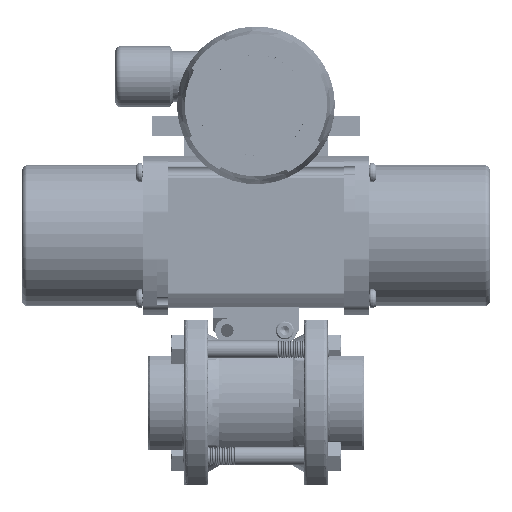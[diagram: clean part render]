
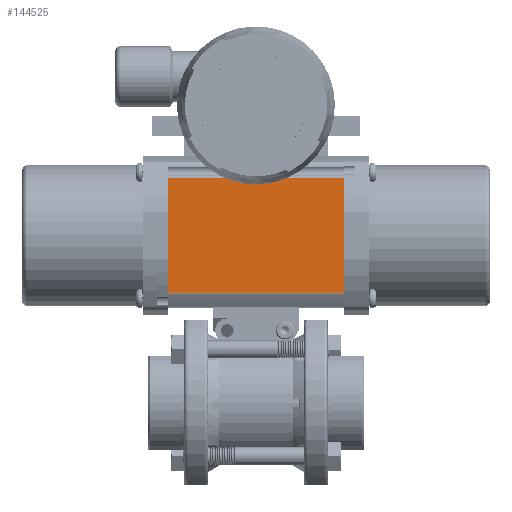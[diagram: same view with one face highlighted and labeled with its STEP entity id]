
A CAD part, top view. The second image highlights one B-rep face of the part: STEP entity #144525.
In plain terms, the highlighted planar face has unit normal (0, 0, 1).
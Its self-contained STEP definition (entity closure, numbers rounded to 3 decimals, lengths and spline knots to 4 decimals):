
#12846 = AXIS2_PLACEMENT_3D ( 'NONE', #102430, #228925, #120716 ) ;
#14091 = CARTESIAN_POINT ( 'NONE',  ( 1.5441, 3.8004, 3.281 ) ) ;
#14280 = VECTOR ( 'NONE', #116125, 39.3701 ) ;
#15428 = VECTOR ( 'NONE', #228195, 39.3701 ) ;
#16961 = CARTESIAN_POINT ( 'NONE',  ( -1.5109, 3.8004, 3.281 ) ) ;
#17752 = CARTESIAN_POINT ( 'NONE',  ( 1.5441, 1.7988, 3.281 ) ) ;
#21152 = LINE ( 'NONE', #65377, #15428 ) ;
#22525 = CARTESIAN_POINT ( 'NONE',  ( 1.5441, 3.7931, 3.281 ) ) ;
#34362 = ORIENTED_EDGE ( 'NONE', *, *, #43092, .F. ) ;
#43092 = EDGE_CURVE ( 'NONE', #63514, #232971, #214676, .T. ) ;
#44921 = CARTESIAN_POINT ( 'NONE',  ( -5.0238, 3.7931, 3.281 ) ) ;
#50516 = EDGE_CURVE ( 'NONE', #187079, #208647, #160859, .T. ) ;
#63364 = EDGE_CURVE ( 'NONE', #63514, #208647, #21152, .T. ) ;
#63514 = VERTEX_POINT ( 'NONE', #124612 ) ;
#65377 = CARTESIAN_POINT ( 'NONE',  ( -5.0238, 1.7988, 3.281 ) ) ;
#66102 = PLANE ( 'NONE',  #12846 ) ;
#84053 = FACE_OUTER_BOUND ( 'NONE', #142798, .T. ) ;
#96906 = ORIENTED_EDGE ( 'NONE', *, *, #132787, .T. ) ;
#102430 = CARTESIAN_POINT ( 'NONE',  ( -5.0238, 3.8004, 3.281 ) ) ;
#112739 = VECTOR ( 'NONE', #177065, 39.3701 ) ;
#116125 = DIRECTION ( 'NONE',  ( -1., 0., 0. ) ) ;
#116577 = CARTESIAN_POINT ( 'NONE',  ( -1.5109, 3.7931, 3.281 ) ) ;
#118573 = VECTOR ( 'NONE', #125404, 39.3701 ) ;
#120716 = DIRECTION ( 'NONE',  ( 0., -1., 0. ) ) ;
#124612 = CARTESIAN_POINT ( 'NONE',  ( -1.5109, 1.7988, 3.281 ) ) ;
#125404 = DIRECTION ( 'NONE',  ( 0., 1., 0. ) ) ;
#132787 = EDGE_CURVE ( 'NONE', #187079, #232971, #158742, .T. ) ;
#142798 = EDGE_LOOP ( 'NONE', ( #230635, #96906, #34362, #231984 ) ) ;
#144525 = ADVANCED_FACE ( 'NONE', ( #84053 ), #66102, .F. ) ;
#158742 = LINE ( 'NONE', #44921, #14280 ) ;
#160859 = LINE ( 'NONE', #14091, #112739 ) ;
#177065 = DIRECTION ( 'NONE',  ( 0., -1., 0. ) ) ;
#187079 = VERTEX_POINT ( 'NONE', #22525 ) ;
#208647 = VERTEX_POINT ( 'NONE', #17752 ) ;
#214676 = LINE ( 'NONE', #16961, #118573 ) ;
#228195 = DIRECTION ( 'NONE',  ( 1., 0., 0. ) ) ;
#228925 = DIRECTION ( 'NONE',  ( 0., 0., -1. ) ) ;
#230635 = ORIENTED_EDGE ( 'NONE', *, *, #50516, .F. ) ;
#231984 = ORIENTED_EDGE ( 'NONE', *, *, #63364, .T. ) ;
#232971 = VERTEX_POINT ( 'NONE', #116577 ) ;
